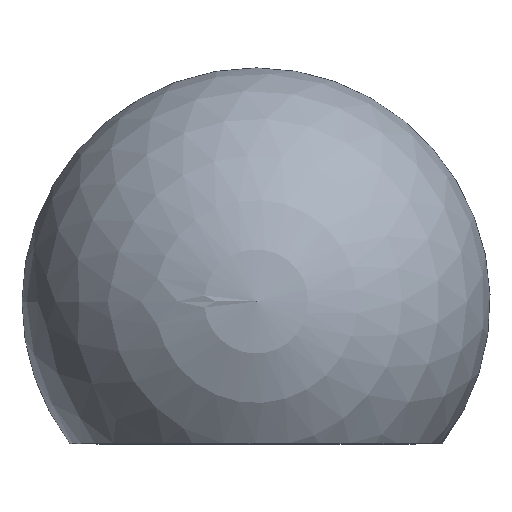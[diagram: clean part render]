
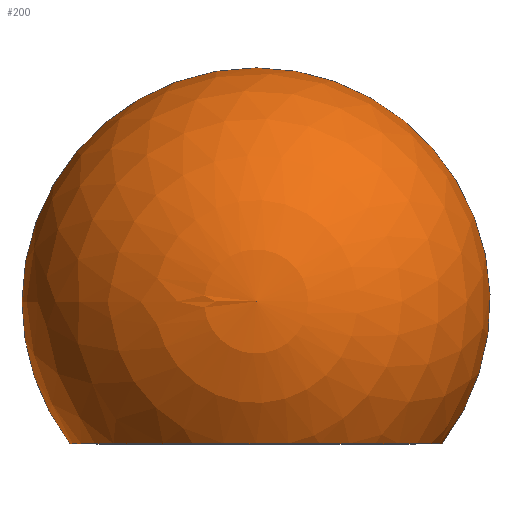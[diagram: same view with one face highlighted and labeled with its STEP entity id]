
A CAD part, top view. The second image highlights one B-rep face of the part: STEP entity #200.
In plain terms, the highlighted spherical face has radius 23.5 mm.
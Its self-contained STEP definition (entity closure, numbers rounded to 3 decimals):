
#6 = DIRECTION ( 'NONE',  ( 0., 0., -1. ) ) ;
#10 = CIRCLE ( 'NONE', #171, 23.5 ) ;
#13 = VERTEX_POINT ( 'NONE', #87 ) ;
#18 = EDGE_CURVE ( 'NONE', #174, #218, #71, .T. ) ;
#28 = DIRECTION ( 'NONE',  ( 0., 0., -1. ) ) ;
#38 = DIRECTION ( 'NONE',  ( 0., 0., 1. ) ) ;
#47 = AXIS2_PLACEMENT_3D ( 'NONE', #56, #38, #80 ) ;
#51 = EDGE_LOOP ( 'NONE', ( #91, #69, #228 ) ) ;
#54 = DIRECTION ( 'NONE',  ( 0., 0., -1. ) ) ;
#56 = CARTESIAN_POINT ( 'NONE',  ( -8.111, 14.25, 0. ) ) ;
#64 = EDGE_CURVE ( 'NONE', #13, #174, #10, .T. ) ;
#69 = ORIENTED_EDGE ( 'NONE', *, *, #208, .T. ) ;
#71 = CIRCLE ( 'NONE', #103, 18.686 ) ;
#79 = DIRECTION ( 'NONE',  ( -1., 0., 0. ) ) ;
#80 = DIRECTION ( 'NONE',  ( 1., 0., 0. ) ) ;
#82 = CARTESIAN_POINT ( 'NONE',  ( -26.797, 0., 0. ) ) ;
#87 = CARTESIAN_POINT ( 'NONE',  ( -8.111, 37.75, 0. ) ) ;
#89 = AXIS2_PLACEMENT_3D ( 'NONE', #165, #6, #79 ) ;
#91 = ORIENTED_EDGE ( 'NONE', *, *, #64, .F. ) ;
#98 = FACE_OUTER_BOUND ( 'NONE', #51, .T. ) ;
#103 = AXIS2_PLACEMENT_3D ( 'NONE', #209, #206, #28 ) ;
#119 = CARTESIAN_POINT ( 'NONE',  ( 10.576, 0., 0. ) ) ;
#132 = CARTESIAN_POINT ( 'NONE',  ( -8.111, 14.25, 0. ) ) ;
#165 = CARTESIAN_POINT ( 'NONE',  ( -8.111, 14.25, 0. ) ) ;
#171 = AXIS2_PLACEMENT_3D ( 'NONE', #132, #54, #183 ) ;
#174 = VERTEX_POINT ( 'NONE', #119 ) ;
#183 = DIRECTION ( 'NONE',  ( -1., 0., 0. ) ) ;
#200 = ADVANCED_FACE ( 'NONE', ( #98 ), #215, .T. ) ;
#206 = DIRECTION ( 'NONE',  ( 0., -1., 0. ) ) ;
#208 = EDGE_CURVE ( 'NONE', #13, #218, #226, .T. ) ;
#209 = CARTESIAN_POINT ( 'NONE',  ( -8.111, 0., 0. ) ) ;
#215 = SPHERICAL_SURFACE ( 'NONE', #89, 23.5 ) ;
#218 = VERTEX_POINT ( 'NONE', #82 ) ;
#226 = CIRCLE ( 'NONE', #47, 23.5 ) ;
#228 = ORIENTED_EDGE ( 'NONE', *, *, #18, .F. ) ;
